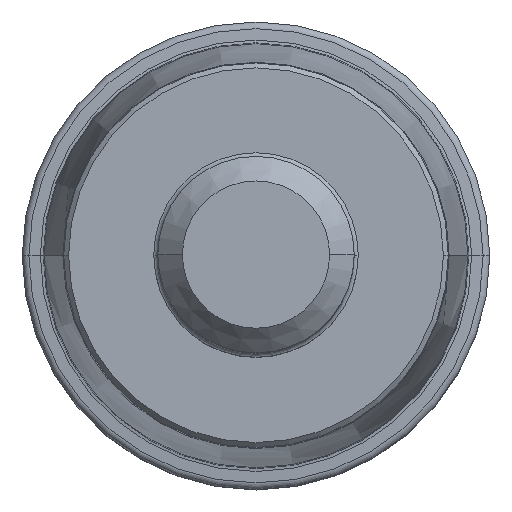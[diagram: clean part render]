
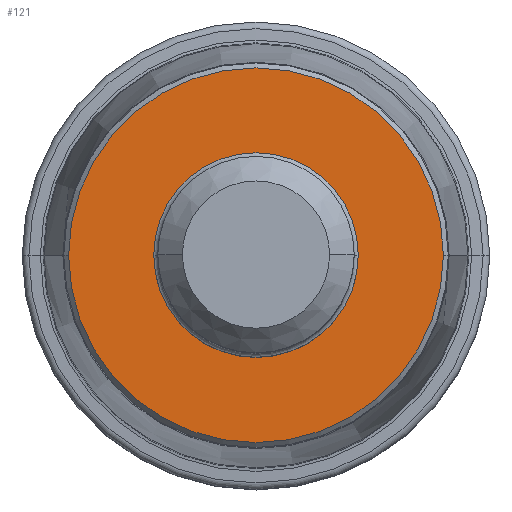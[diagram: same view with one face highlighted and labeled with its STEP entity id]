
A CAD part, top view. The second image highlights one B-rep face of the part: STEP entity #121.
In plain terms, the highlighted planar face has unit normal (0, 0, 1).
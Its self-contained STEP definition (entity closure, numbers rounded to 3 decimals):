
#64=PLANE('',#1300);
#71=FACE_BOUND('',#294,.T.);
#72=FACE_BOUND('',#295,.T.);
#121=ADVANCED_FACE('',(#71,#72),#64,.F.);
#294=EDGE_LOOP('',(#450,#451));
#295=EDGE_LOOP('',(#452,#453));
#450=ORIENTED_EDGE('',*,*,#778,.T.);
#451=ORIENTED_EDGE('',*,*,#779,.T.);
#452=ORIENTED_EDGE('',*,*,#780,.T.);
#453=ORIENTED_EDGE('',*,*,#781,.T.);
#672=VERTEX_POINT('',#2107);
#673=VERTEX_POINT('',#2108);
#674=VERTEX_POINT('',#2111);
#675=VERTEX_POINT('',#2112);
#778=EDGE_CURVE('',#672,#673,#932,.T.);
#779=EDGE_CURVE('',#673,#672,#933,.T.);
#780=EDGE_CURVE('',#674,#675,#934,.T.);
#781=EDGE_CURVE('',#675,#674,#935,.T.);
#932=CIRCLE('',#1296,11.45);
#933=CIRCLE('',#1297,11.45);
#934=CIRCLE('',#1298,6.15);
#935=CIRCLE('',#1299,6.15);
#1296=AXIS2_PLACEMENT_3D('',#2106,#1596,#1597);
#1297=AXIS2_PLACEMENT_3D('',#2109,#1598,#1599);
#1298=AXIS2_PLACEMENT_3D('',#2110,#1600,#1601);
#1299=AXIS2_PLACEMENT_3D('',#2113,#1602,#1603);
#1300=AXIS2_PLACEMENT_3D('',#2114,#1604,#1605);
#1596=DIRECTION('',(0.,0.,1.));
#1597=DIRECTION('',(-1.,0.,0.));
#1598=DIRECTION('',(0.,0.,1.));
#1599=DIRECTION('',(1.,0.,0.));
#1600=DIRECTION('',(0.,0.,-1.));
#1601=DIRECTION('',(1.,0.,0.));
#1602=DIRECTION('',(0.,0.,-1.));
#1603=DIRECTION('',(-1.,0.,0.));
#1604=DIRECTION('',(0.,0.,-1.));
#1605=DIRECTION('',(1.,0.,0.));
#2106=CARTESIAN_POINT('',(0.,0.,0.));
#2107=CARTESIAN_POINT('',(-11.45,0.,0.));
#2108=CARTESIAN_POINT('',(11.45,0.,0.));
#2109=CARTESIAN_POINT('',(0.,0.,0.));
#2110=CARTESIAN_POINT('',(0.,0.,0.));
#2111=CARTESIAN_POINT('',(6.15,0.,0.));
#2112=CARTESIAN_POINT('',(-6.15,0.,0.));
#2113=CARTESIAN_POINT('',(0.,0.,0.));
#2114=CARTESIAN_POINT('',(0.,0.,0.));
